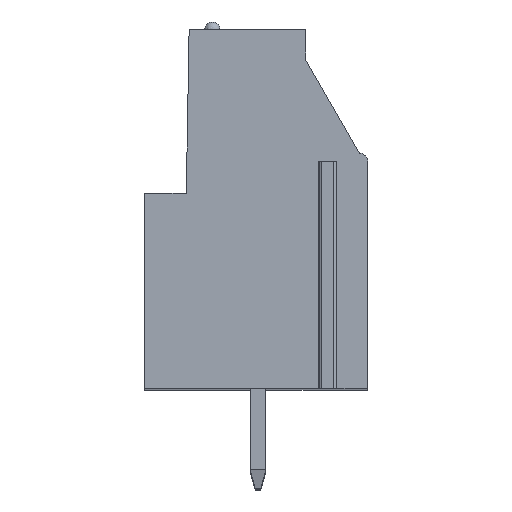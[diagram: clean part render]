
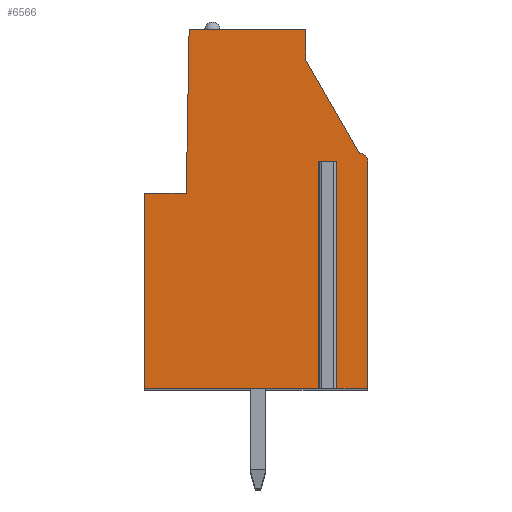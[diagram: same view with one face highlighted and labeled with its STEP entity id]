
A CAD part, top view. The second image highlights one B-rep face of the part: STEP entity #6566.
In plain terms, the highlighted planar face has unit normal (0, 0, 1).
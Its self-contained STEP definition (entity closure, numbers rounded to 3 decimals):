
#796=DIRECTION('',(1.,0.,0.));
#797=VECTOR('',#796,0.5);
#798=CARTESIAN_POINT('',(3.347,2.4,2.54));
#799=LINE('',#798,#797);
#800=DIRECTION('',(0.,1.,0.));
#801=VECTOR('',#800,11.4);
#802=CARTESIAN_POINT('',(3.347,-9.,2.54));
#803=LINE('',#802,#801);
#804=DIRECTION('',(1.,0.,0.));
#805=VECTOR('',#804,8.95);
#806=CARTESIAN_POINT('',(-5.603,-9.,2.54));
#807=LINE('',#806,#805);
#808=DIRECTION('',(0.,-1.,0.));
#809=VECTOR('',#808,9.8);
#810=CARTESIAN_POINT('',(-5.603,0.8,2.54));
#811=LINE('',#810,#809);
#812=DIRECTION('',(-1.,0.,0.));
#813=VECTOR('',#812,2.1);
#814=CARTESIAN_POINT('',(-3.503,0.8,2.54));
#815=LINE('',#814,#813);
#816=DIRECTION('',(-0.017,-1.,0.));
#817=VECTOR('',#816,8.201);
#818=CARTESIAN_POINT('',(-3.36,9.,2.54));
#819=LINE('',#818,#817);
#820=DIRECTION('',(-1.,0.,0.));
#821=VECTOR('',#820,5.86);
#822=CARTESIAN_POINT('',(2.5,9.,2.54));
#823=LINE('',#822,#821);
#824=DIRECTION('',(0.,1.,0.));
#825=VECTOR('',#824,1.523);
#826=CARTESIAN_POINT('',(2.5,7.477,2.54));
#827=LINE('',#826,#825);
#828=DIRECTION('',(-0.5,0.866,0.));
#829=VECTOR('',#828,5.394);
#830=CARTESIAN_POINT('',(5.197,2.805,2.54));
#831=LINE('',#830,#829);
#832=CARTESIAN_POINT('',(5.197,2.405,2.54));
#833=DIRECTION('',(0.,0.,1.));
#834=DIRECTION('',(1.,0.,0.));
#835=AXIS2_PLACEMENT_3D('',#832,#833,#834);
#837=DIRECTION('',(0.,1.,0.));
#838=VECTOR('',#837,11.405);
#839=CARTESIAN_POINT('',(5.597,-9.,2.54));
#840=LINE('',#839,#838);
#841=DIRECTION('',(1.,0.,0.));
#842=VECTOR('',#841,1.75);
#843=CARTESIAN_POINT('',(3.847,-9.,2.54));
#844=LINE('',#843,#842);
#845=DIRECTION('',(0.,1.,0.));
#846=VECTOR('',#845,11.4);
#847=CARTESIAN_POINT('',(3.847,-9.,2.54));
#848=LINE('',#847,#846);
#4673=CARTESIAN_POINT('',(5.597,-9.,2.54));
#4674=CARTESIAN_POINT('',(5.597,2.405,2.54));
#4675=VERTEX_POINT('',#4673);
#4676=VERTEX_POINT('',#4674);
#4677=CARTESIAN_POINT('',(5.197,2.805,2.54));
#4678=VERTEX_POINT('',#4677);
#4679=CARTESIAN_POINT('',(2.5,7.477,2.54));
#4680=VERTEX_POINT('',#4679);
#4681=CARTESIAN_POINT('',(2.5,9.,2.54));
#4682=VERTEX_POINT('',#4681);
#4683=CARTESIAN_POINT('',(-3.36,9.,2.54));
#4684=VERTEX_POINT('',#4683);
#4685=CARTESIAN_POINT('',(-3.503,0.8,2.54));
#4686=VERTEX_POINT('',#4685);
#4687=CARTESIAN_POINT('',(-5.603,0.8,2.54));
#4688=VERTEX_POINT('',#4687);
#4689=CARTESIAN_POINT('',(-5.603,-9.,2.54));
#4690=VERTEX_POINT('',#4689);
#4727=CARTESIAN_POINT('',(3.347,2.4,2.54));
#4728=CARTESIAN_POINT('',(3.847,2.4,2.54));
#4729=VERTEX_POINT('',#4727);
#4730=VERTEX_POINT('',#4728);
#4731=CARTESIAN_POINT('',(3.347,-9.,2.54));
#4732=VERTEX_POINT('',#4731);
#4733=CARTESIAN_POINT('',(3.847,-9.,2.54));
#4734=VERTEX_POINT('',#4733);
#6543=CARTESIAN_POINT('',(0.,0.,2.54));
#6544=DIRECTION('',(0.,0.,1.));
#6545=DIRECTION('',(1.,0.,0.));
#6546=AXIS2_PLACEMENT_3D('',#6543,#6544,#6545);
#6547=PLANE('',#6546);
#6549=ORIENTED_EDGE('',*,*,#6548,.F.);
#6551=ORIENTED_EDGE('',*,*,#6550,.F.);
#6552=ORIENTED_EDGE('',*,*,#5965,.F.);
#6553=ORIENTED_EDGE('',*,*,#6200,.F.);
#6554=ORIENTED_EDGE('',*,*,#6214,.F.);
#6555=ORIENTED_EDGE('',*,*,#6228,.F.);
#6556=ORIENTED_EDGE('',*,*,#6242,.F.);
#6557=ORIENTED_EDGE('',*,*,#6376,.F.);
#6558=ORIENTED_EDGE('',*,*,#6390,.F.);
#6559=ORIENTED_EDGE('',*,*,#6404,.F.);
#6560=ORIENTED_EDGE('',*,*,#6417,.F.);
#6561=ORIENTED_EDGE('',*,*,#5977,.F.);
#6563=ORIENTED_EDGE('',*,*,#6562,.T.);
#6564=EDGE_LOOP('',(#6549,#6551,#6552,#6553,#6554,#6555,#6556,#6557,#6558,#6559,
#6560,#6561,#6563));
#6565=FACE_OUTER_BOUND('',#6564,.F.);
#836=CIRCLE('',#835,0.4);
#5965=EDGE_CURVE('',#4690,#4732,#807,.T.);
#5977=EDGE_CURVE('',#4734,#4675,#844,.T.);
#6200=EDGE_CURVE('',#4688,#4690,#811,.T.);
#6214=EDGE_CURVE('',#4686,#4688,#815,.T.);
#6228=EDGE_CURVE('',#4684,#4686,#819,.T.);
#6242=EDGE_CURVE('',#4682,#4684,#823,.T.);
#6376=EDGE_CURVE('',#4680,#4682,#827,.T.);
#6390=EDGE_CURVE('',#4678,#4680,#831,.T.);
#6404=EDGE_CURVE('',#4676,#4678,#836,.T.);
#6417=EDGE_CURVE('',#4675,#4676,#840,.T.);
#6548=EDGE_CURVE('',#4729,#4730,#799,.T.);
#6550=EDGE_CURVE('',#4732,#4729,#803,.T.);
#6562=EDGE_CURVE('',#4734,#4730,#848,.T.);
#6566=ADVANCED_FACE('',(#6565),#6547,.T.);
